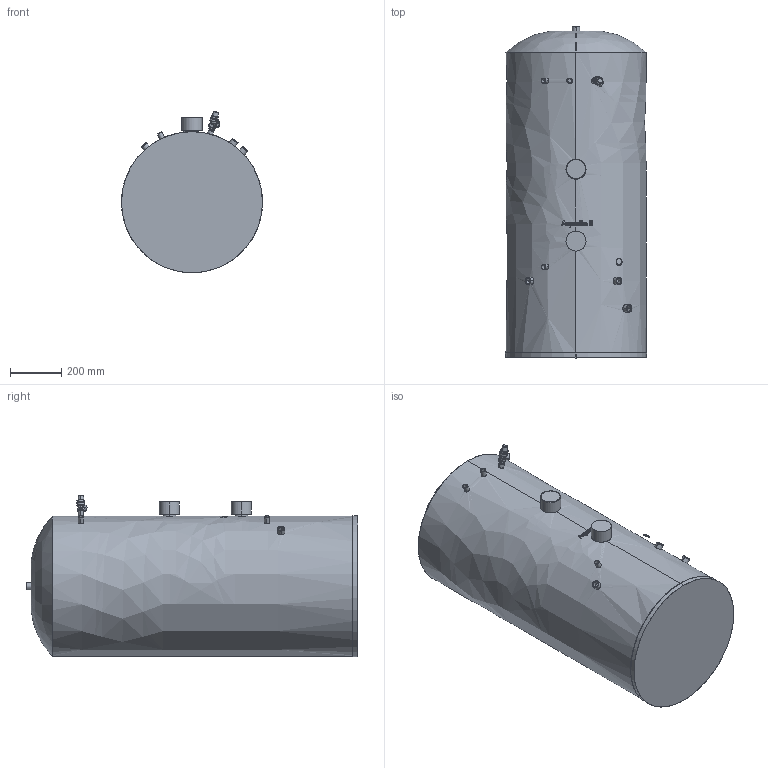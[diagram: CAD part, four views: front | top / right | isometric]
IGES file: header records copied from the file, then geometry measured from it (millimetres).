
Start section: SolidWorks IGES file using analytic representation for surfaces
Global section: file name: IGSAF6180.IGS; native system: SolidWorks 2016; preprocessor: SolidWorks 2016; author: malcolmt; date: 160224.095341; units: millimetre
Bounding box: 548.82 x 1291.5 x 628.26 mm (x, y, z)
Surface area: 2614895.9 mm2 (no closed solid volume)
Topology: 0 solids, 0 shells, 276 faces, 5762 edges, 5762 vertices
Faces by surface type: bspline 172, revolution 104
